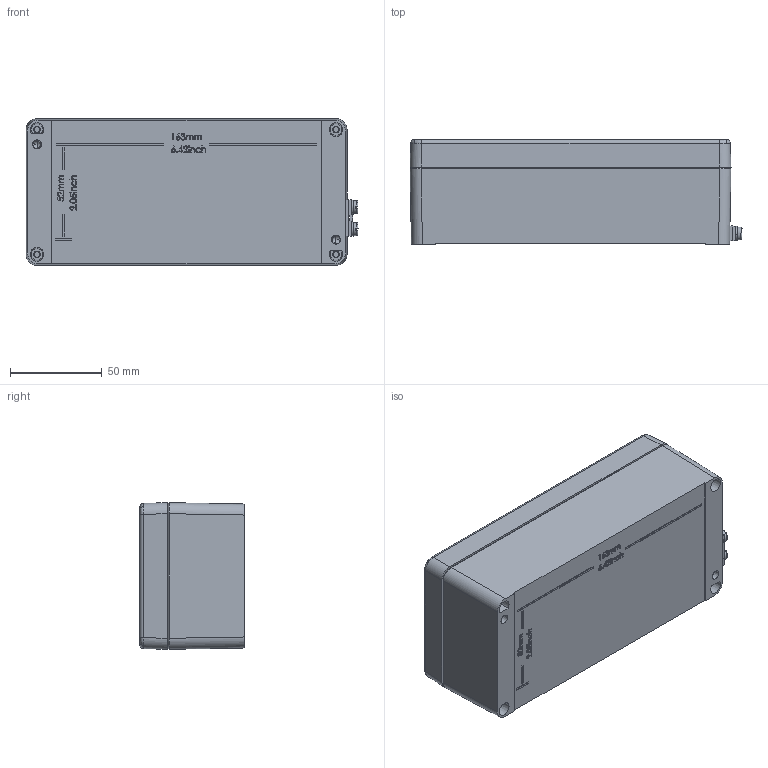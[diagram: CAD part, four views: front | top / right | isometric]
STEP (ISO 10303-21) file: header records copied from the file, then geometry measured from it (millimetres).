
FILE_DESCRIPTION(/* description */ (''),/* implementation_level */ '2;1');
FILE_NAME(/* name */ '15180806000-RST.stp',/* time_stamp */ '2021-09-08T10:47:12+02:00',/* author */ ('sl'),/* organization */ (''),/* preprocessor_version */ 'ST-DEVELOPER v16.5',/* originating_system */ 'Autodesk Inventor 2017',/* authorisation */ '');
FILE_SCHEMA (('AUTOMOTIVE_DESIGN { 1 0 10303 214 3 1 1 }'));
Products named in the file (12): Alu-Ex-Gehäuse-06-BG-0001-15_180806_000; SchraubeM4x20-7; Deckel-Alu-Ex-Gehäuse-06-BG-0002-15_180806_000; Deckel-Alu-Ex-Gehäuse-06-BT-0001-15_180806_000; Dichtlippel-Alu-Ex-Gehäuse-06-BT-0003-15_180806_00
0; UT-Alu-Ex-Gehäuse-06-BG-0002-15_180806_000; UT-Alu-Ex-Gehäuse-06-BT-0002-15_180806_000; Dop-Erdungsschraube; Dop-Erdungsschraube-Teil1-95026; Dop-Erdungsschraube-Teil2-95026; Dop-Erdungsschraube-Teil3-95026; Dop-Erdungsschraube-Teil4-95026
Assembly tree (16 placements, depth 4):
  Alu-Ex-Gehäuse-06-BG-0001-15_180806_000
    SchraubeM4x20-7  x4
    Deckel-Alu-Ex-Gehäuse-06-BG-0002-15_180806_000
      Deckel-Alu-Ex-Gehäuse-06-BT-0001-15_180806_000
      Dichtlippel-Alu-Ex-Gehäuse-06-BT-0003-15_180806_00
0
    UT-Alu-Ex-Gehäuse-06-BG-0002-15_180806_000
      UT-Alu-Ex-Gehäuse-06-BT-0002-15_180806_000
      Dop-Erdungsschraube
        Dop-Erdungsschraube-Teil1-95026
        Dop-Erdungsschraube-Teil2-95026
        Dop-Erdungsschraube-Teil3-95026  x2
        Dop-Erdungsschraube-Teil4-95026  x2
Bounding box: 181 x 57 x 80 mm (x, y, z)
Volume: 202380 mm3; surface area: 122582.3 mm2
Topology: 13 solids, 13 shells, 1142 faces, 2837 edges, 1820 vertices
Faces by surface type: plane 532, bspline 376, cylinder 146, cone 70, torus 18
Full cylindrical faces by diameter (mm): 1.8 x1, 1.9 x1, 3.3 x12, 3.52 x4, 4 x6, 4.4 x4, 5.95 x3, 6.15 x3, 7 x2, 10 x4
Entity records: 50971 total; most frequent: CARTESIAN_POINT 28166, ORIENTED_EDGE 5032, DIRECTION 3657, EDGE_CURVE 2516, VERTEX_POINT 1668, LINE 1419, VECTOR 1419, EDGE_LOOP 1280
